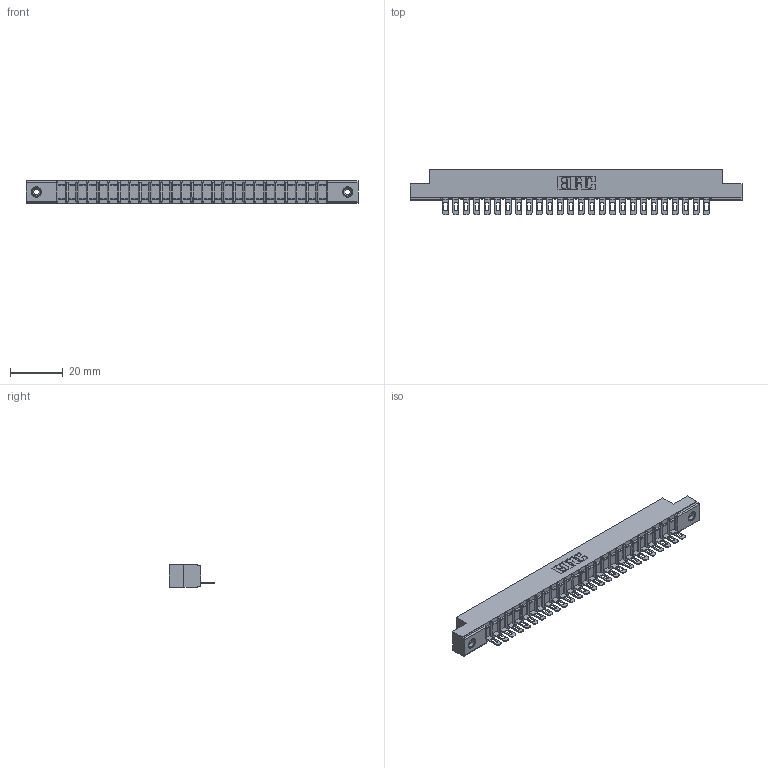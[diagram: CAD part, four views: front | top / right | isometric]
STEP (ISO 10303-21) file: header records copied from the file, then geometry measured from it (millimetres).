
FILE_DESCRIPTION (( 'STEP AP203' ), '1' );
FILE_NAME ('357-026-501-108.STEP', '2019-09-17T00:57:57', ( '' ), ( '' ), 'SwSTEP 2.0', 'SolidWorks 2016', '' );
FILE_SCHEMA (( 'CONFIG_CONTROL_DESIGN' ));
Length unit declared in the file: inch
Products named in the file (4): 307-290-002_501; 345-250-001_345-250-003-102; 307 Part_.156 Dia Mounting Holes; 357-026-501-108
Assembly tree (29 placements, depth 2):
  357-026-501-108
    307 Part_.156 Dia Mounting Holes
    307-290-002_501  x26
    345-250-001_345-250-003-102  x2
Bounding box: 126.03 x 17.42 x 8.71 mm (x, y, z)
Volume: 8338.8 mm3; surface area: 15583 mm2
Topology: 29 solids, 29 shells, 2181 faces, 6647 edges, 4350 vertices
Faces by surface type: plane 1246, cylinder 865, sphere 54, cone 12, torus 4
Entity records: 26241 total; most frequent: CARTESIAN_POINT 4403, ORIENTED_EDGE 4386, DIRECTION 4299, EDGE_CURVE 2193, LINE 1667, VECTOR 1667, VERTEX_POINT 1420, AXIS2_PLACEMENT_3D 1316
